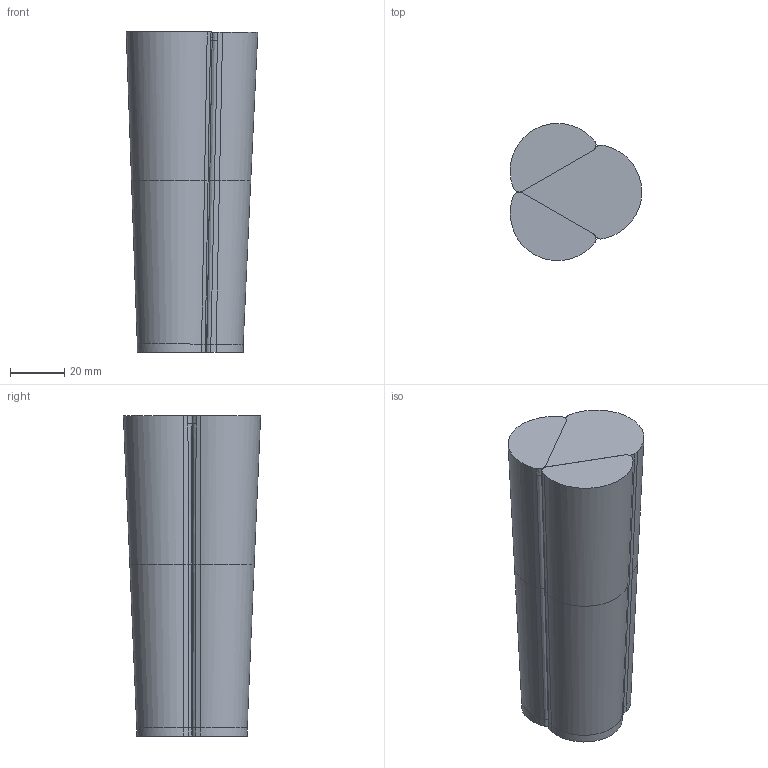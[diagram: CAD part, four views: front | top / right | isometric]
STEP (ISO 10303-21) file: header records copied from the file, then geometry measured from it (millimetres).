
FILE_DESCRIPTION(('FreeCAD Model'),'2;1');
FILE_NAME('LineTest.step', '2021-07-06T17:22:38',('Author'),(''), 'Open CASCADE STEP processor 7.3','FreeCAD','Unknown');
FILE_SCHEMA(('AUTOMOTIVE_DESIGN { 1 0 10303 214 1 1 1 1 }'));
Length unit declared in the file: millimetre
Products named in the file (1): Fusion
Bounding box: 48.5 x 50.59 x 118.08 mm (x, y, z)
Volume: 97190.1 mm3; surface area: 43240.1 mm2
Topology: 1 solids, 4 shells, 106 faces, 240 edges, 142 vertices
Faces by surface type: bspline 75, plane 31
Entity records: 29141 total; most frequent: CARTESIAN_POINT 24851, B_SPLINE_CURVE_WITH_KNOTS 593, ORIENTED_EDGE 480, PCURVE 480, DEFINITIONAL_REPRESENTATION 480, EDGE_CURVE 240, SURFACE_CURVE 240, DIRECTION 191
